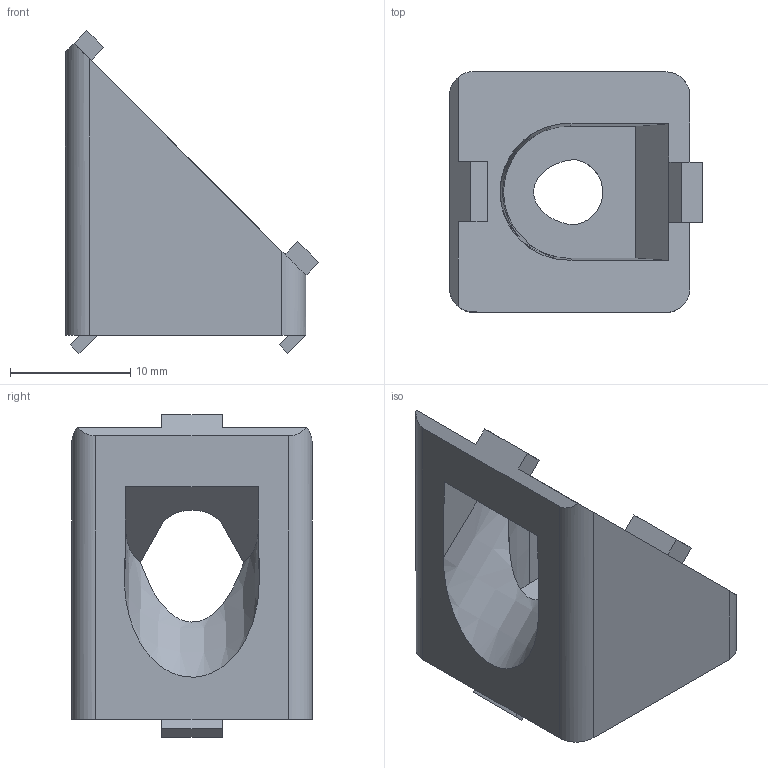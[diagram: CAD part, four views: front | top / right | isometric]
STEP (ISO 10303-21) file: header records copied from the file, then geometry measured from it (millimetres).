
FILE_DESCRIPTION(/* description */ (''),/* implementation_level */ '2;1');
FILE_NAME(/* name */ '302020.stp',/* time_stamp */ '2022-10-07T08:32:09+02:00',/* author */ ('aluteckkpl_am'),/* organization */ (''),/* preprocessor_version */ 'ST-DEVELOPER v18.1',/* originating_system */ 'Autodesk Inventor 2021',/* authorisation */ '');
FILE_SCHEMA (('CONFIG_CONTROL_DESIGN'));
Length unit declared in the file: millimetre
Products named in the file (1): -
Bounding box: 21.04 x 20 x 26.86 mm (x, y, z)
Volume: 3824.2 mm3; surface area: 2729.9 mm2
Topology: 1 solids, 1 shells, 58 faces, 149 edges, 96 vertices
Faces by surface type: plane 47, cylinder 7, cone 2, bspline 2
Entity records: 1836 total; most frequent: CARTESIAN_POINT 374, ORIENTED_EDGE 298, DIRECTION 281, EDGE_CURVE 149, LINE 119, VECTOR 119, VERTEX_POINT 96, AXIS2_PLACEMENT_3D 81
